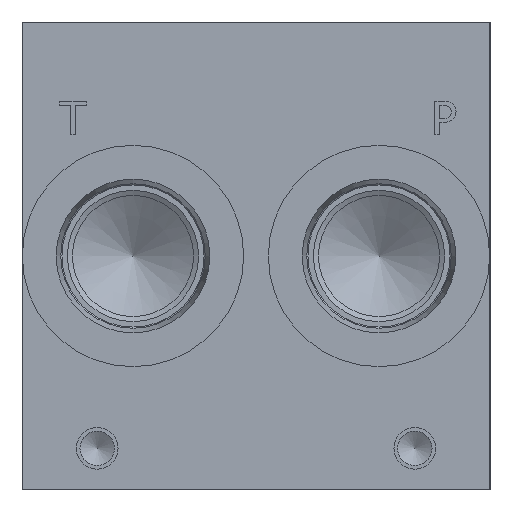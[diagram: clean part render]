
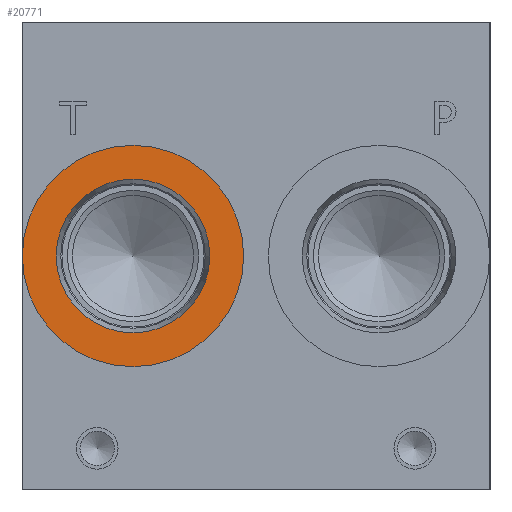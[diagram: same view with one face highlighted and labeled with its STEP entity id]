
A CAD part, left-side view. The second image highlights one B-rep face of the part: STEP entity #20771.
In plain terms, the highlighted planar face has unit normal (-1, 0, 0).
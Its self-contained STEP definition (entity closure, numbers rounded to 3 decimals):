
#673=CIRCLE('',#21774,21.019);
#674=CIRCLE('',#21775,21.019);
#675=CIRCLE('',#21777,14.592);
#676=CIRCLE('',#21778,14.592);
#1820=FACE_BOUND('',#3895,.T.);
#2685=FACE_OUTER_BOUND('',#3894,.T.);
#3894=EDGE_LOOP('',(#16970,#16971));
#3895=EDGE_LOOP('',(#16972,#16973));
#9322=VERTEX_POINT('',#34792);
#9323=VERTEX_POINT('',#34794);
#9324=VERTEX_POINT('',#34798);
#9325=VERTEX_POINT('',#34799);
#12040=EDGE_CURVE('',#9322,#9323,#673,.T.);
#12041=EDGE_CURVE('',#9323,#9322,#674,.T.);
#12042=EDGE_CURVE('',#9324,#9325,#675,.T.);
#12043=EDGE_CURVE('',#9325,#9324,#676,.T.);
#16970=ORIENTED_EDGE('',*,*,#12041,.F.);
#16971=ORIENTED_EDGE('',*,*,#12040,.F.);
#16972=ORIENTED_EDGE('',*,*,#12042,.T.);
#16973=ORIENTED_EDGE('',*,*,#12043,.T.);
#19281=PLANE('',#21776);
#20771=ADVANCED_FACE('',(#2685,#1820),#19281,.F.);
#21774=AXIS2_PLACEMENT_3D('',#34795,#25477,#25478);
#21775=AXIS2_PLACEMENT_3D('',#34796,#25479,#25480);
#21776=AXIS2_PLACEMENT_3D('',#34797,#25481,#25482);
#21777=AXIS2_PLACEMENT_3D('',#34800,#25483,#25484);
#21778=AXIS2_PLACEMENT_3D('',#34801,#25485,#25486);
#25477=DIRECTION('center_axis',(1.,0.,0.));
#25478=DIRECTION('ref_axis',(0.,0.,-1.));
#25479=DIRECTION('center_axis',(1.,0.,0.));
#25480=DIRECTION('ref_axis',(0.,0.,-1.));
#25481=DIRECTION('center_axis',(1.,0.,0.));
#25482=DIRECTION('ref_axis',(0.,0.,-1.));
#25483=DIRECTION('center_axis',(1.,0.,0.));
#25484=DIRECTION('ref_axis',(0.,0.,-1.));
#25485=DIRECTION('center_axis',(1.,0.,0.));
#25486=DIRECTION('ref_axis',(0.,0.,-1.));
#34792=CARTESIAN_POINT('',(0.787,67.818,23.432));
#34794=CARTESIAN_POINT('',(0.787,67.818,65.469));
#34795=CARTESIAN_POINT('Origin',(0.787,67.818,44.45));
#34796=CARTESIAN_POINT('Origin',(0.787,67.818,44.45));
#34797=CARTESIAN_POINT('Origin',(0.787,67.818,59.042));
#34798=CARTESIAN_POINT('',(0.787,67.818,59.042));
#34799=CARTESIAN_POINT('',(0.787,67.818,29.858));
#34800=CARTESIAN_POINT('Origin',(0.787,67.818,44.45));
#34801=CARTESIAN_POINT('Origin',(0.787,67.818,44.45));
